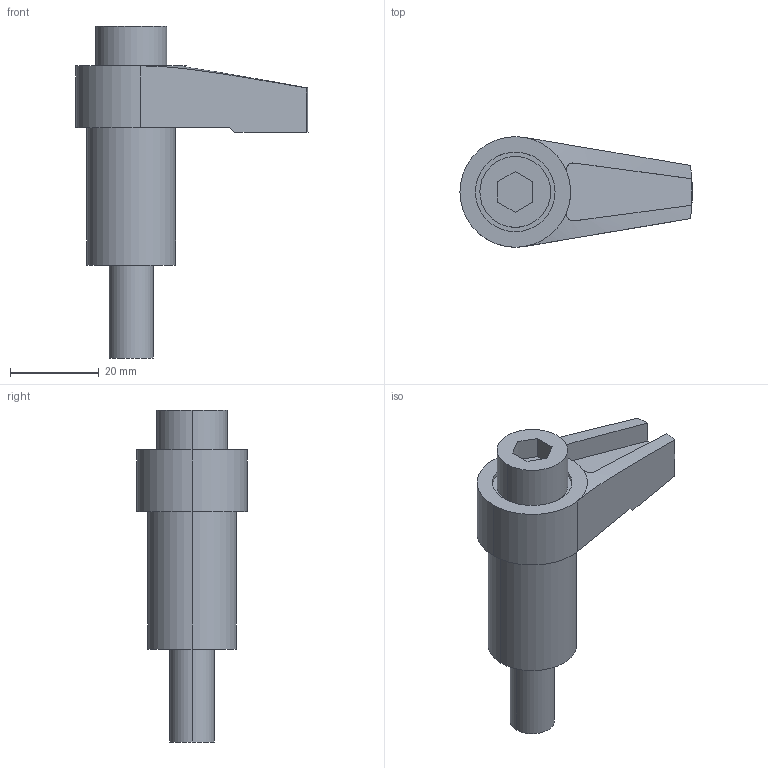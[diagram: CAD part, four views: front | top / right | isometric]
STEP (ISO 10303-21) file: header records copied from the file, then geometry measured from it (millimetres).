
FILE_DESCRIPTION (( 'STEP AP203' ), '1' );
FILE_NAME ('bj130-10040.STEP', '2021-10-25T01:08:07', ( '' ), ( '' ), 'SwSTEP 2.0', 'SolidWorks 2020', '' );
FILE_SCHEMA (( 'CONFIG_CONTROL_DESIGN' ));
Length unit declared in the file: millimetre
Products named in the file (3): bj130-10040; bj130-10040_01; bj130-10040_02
Assembly tree (2 placements, depth 2):
  bj130-10040
    bj130-10040_01
    bj130-10040_02
Bounding box: 52.45 x 25 x 75 mm (x, y, z)
Volume: 23771.5 mm3; surface area: 10393.7 mm2
Topology: 2 solids, 2 shells, 39 faces, 89 edges, 58 vertices
Faces by surface type: plane 20, cylinder 16, cone 3
Entity records: 1476 total; most frequent: CARTESIAN_POINT 283, DIRECTION 197, ORIENTED_EDGE 178, EDGE_CURVE 89, AXIS2_PLACEMENT_3D 76, VERTEX_POINT 58, EDGE_LOOP 45, LINE 45
